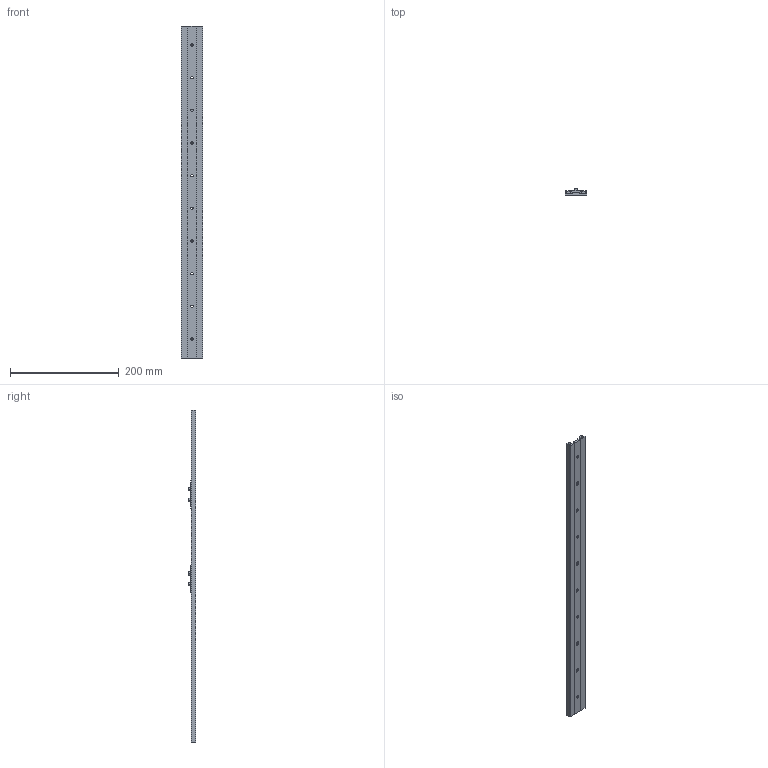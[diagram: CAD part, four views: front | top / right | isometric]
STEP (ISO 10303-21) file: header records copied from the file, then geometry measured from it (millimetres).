
FILE_DESCRIPTION (( 'STEP AP214' ), '1' );
FILE_NAME ('User Library-plastic bearings_igus nk02-40-2-610.STEP', '2019-01-10T03:46:49', ( '' ), ( '' ), 'SwSTEP 2.0', 'SolidWorks 2018', '' );
FILE_SCHEMA (( 'AUTOMOTIVE_DESIGN' ));
Length unit declared in the file: millimetre
Products named in the file (3): User Library-plastic bearings_igus nk02-40-2-610; User Library-plastic bearings_igus nk02-40-2-610_nk04-40_carriage; User Library-plastic bearings_igus nk02-40-2-610_nk04-40_rail
Assembly tree (3 placements, depth 2):
  User Library-plastic bearings_igus nk02-40-2-610
    User Library-plastic bearings_igus nk02-40-2-610_nk04-40_rail
    User Library-plastic bearings_igus nk02-40-2-610_nk04-40_carriage  x2
Bounding box: 40 x 13.87 x 610 mm (x, y, z)
Volume: 115065.2 mm3; surface area: 100243.4 mm2
Topology: 3 solids, 3 shells, 780 faces, 2364 edges, 1544 vertices
Faces by surface type: plane 596, cylinder 144, torus 24, cone 16
Entity records: 14632 total; most frequent: ORIENTED_EDGE 2580, CARTESIAN_POINT 2572, DIRECTION 2394, EDGE_CURVE 1290, VECTOR 1062, LINE 1062, VERTEX_POINT 844, AXIS2_PLACEMENT_3D 666
